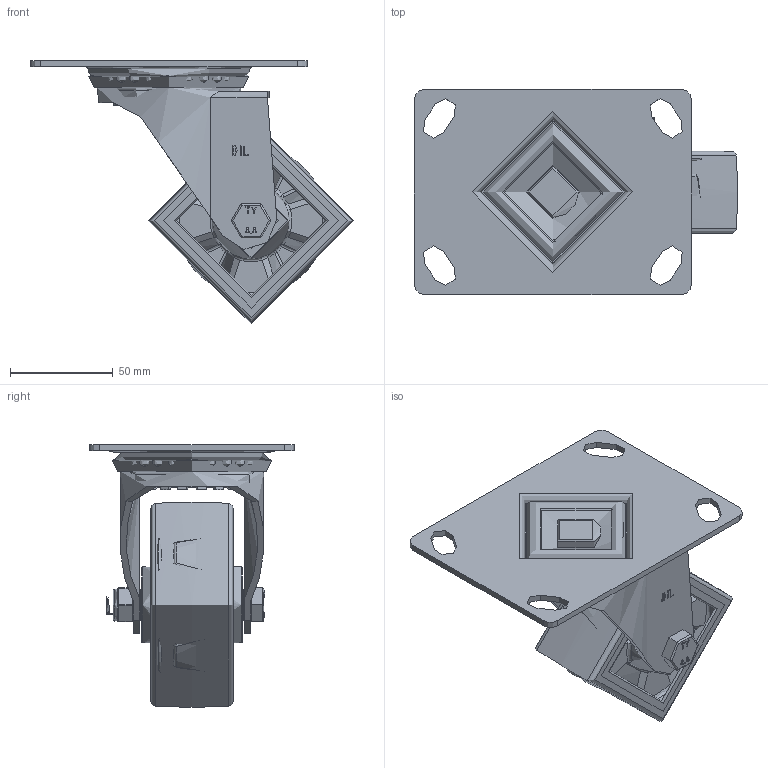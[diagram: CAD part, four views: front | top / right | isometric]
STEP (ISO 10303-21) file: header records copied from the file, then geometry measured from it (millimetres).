
FILE_DESCRIPTION(/* description */ (''),/* implementation_level */ '2;1');
FILE_NAME(/* name */ 'BZEH100XPNBLP.step',/* time_stamp */ '2025-06-11T11:25:52+01:00',/* author */ (''),/* organization */ (''),/* preprocessor_version */ 'ST-DEVELOPER v20.1',/* originating_system */ 'Autodesk Translation Framework v14.10.0.0',/* authorisation */ '');
FILE_SCHEMA (('AUTOMOTIVE_DESIGN { 1 0 10303 214 3 1 1 }'));
Products named in the file (25): BZEH100XPNBLP; BZEH100ASLP v1; ZINC PLATED, PRESSED STEEL TOP PLATE; ZINC PLATED, PRESSED STEEL TOP PLATE Geometry; Pattern; Component2; ZINC PLATED, PRESSED STEEL FORKS; BEARING SEAL; BZXH100WPNRB v1; POLYURETHANE TYRE; NYLON RIM; NYLON RIM Geometry; CAP; ROLLER BEARING; CAGE; RIBS; Component4; TUBEM15X50 v1; ZINC PLATED AXLE TUBE; HEXBOLTM10X70Z8.8 v2; GRADE 8.8 THREADED ZINC PLATED BOLT; NYLOCM10Z v1; NYLOC NUT; RUBBER; NUT
Assembly tree (50 placements, depth 5):
  BZEH100XPNBLP
    BZEH100ASLP v1
      ZINC PLATED, PRESSED STEEL TOP PLATE
        ZINC PLATED, PRESSED STEEL TOP PLATE Geometry
        Pattern
          Component2  x20
      ZINC PLATED, PRESSED STEEL FORKS
      BEARING SEAL
    BZXH100WPNRB v1
      POLYURETHANE TYRE
      NYLON RIM
        NYLON RIM Geometry
        CAP
      ROLLER BEARING
        CAGE
        RIBS
          Component4  x8
    TUBEM15X50 v1
      ZINC PLATED AXLE TUBE
    HEXBOLTM10X70Z8.8 v2
      GRADE 8.8 THREADED ZINC PLATED BOLT
    NYLOCM10Z v1
      NYLOC NUT
        RUBBER
        NUT
Bounding box: 157.5 x 100 x 128 mm (x, y, z)
Volume: 327027.2 mm3; surface area: 154003.8 mm2
Topology: 39 solids, 39 shells, 771 faces, 1854 edges, 1133 vertices
Faces by surface type: plane 321, bspline 165, cylinder 142, torus 72, sphere 64, cone 7
Full cylindrical faces by diameter (mm): 4 x8, 8.141 x18, 9.85 x19, 10 x3, 10.2 x2, 10.5 x1, 12 x2, 15 x2, 15.5 x2, 16 x2, 21 x1, 22.5 x1, 25 x2, 26 x1, 26.9 x1, 27 x1, 30 x1, 37 x2, 54 x1, 64 x1, 70 x1, 73 x2, 85 x2
Entity records: 55232 total; most frequent: CARTESIAN_POINT 38052, ORIENTED_EDGE 3548, DIRECTION 3295, EDGE_CURVE 1774, AXIS2_PLACEMENT_3D 1288, VERTEX_POINT 1081, EDGE_LOOP 789, FACE_OUTER_BOUND 731
